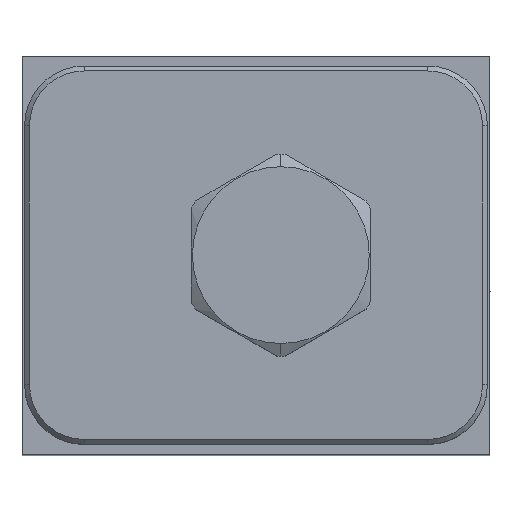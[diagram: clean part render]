
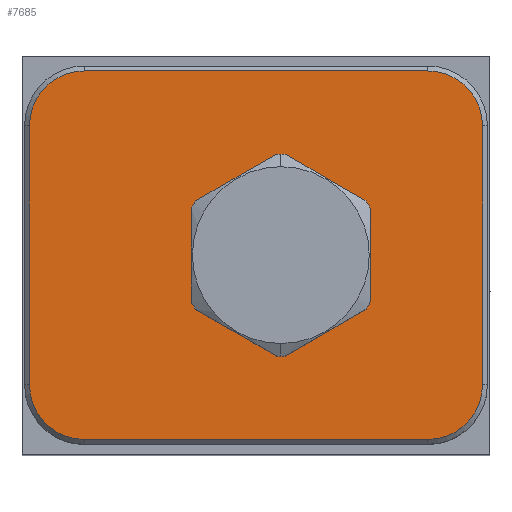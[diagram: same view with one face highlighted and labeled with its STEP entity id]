
A CAD part, top view. The second image highlights one B-rep face of the part: STEP entity #7685.
In plain terms, the highlighted planar face has unit normal (0, 0, 1).
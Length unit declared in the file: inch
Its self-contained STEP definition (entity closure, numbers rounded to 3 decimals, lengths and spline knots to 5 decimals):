
#2982=CARTESIAN_POINT('',(1.625,-1.25,5.5));
#2983=DIRECTION('',(0.,0.,-1.));
#2984=DIRECTION('',(-1.,0.,0.));
#2985=AXIS2_PLACEMENT_3D('',#2982,#2983,#2984);
#2987=CARTESIAN_POINT('',(1.625,-1.25,5.5));
#2988=DIRECTION('',(0.,0.,-1.));
#2989=DIRECTION('',(1.,0.,0.));
#2990=AXIS2_PLACEMENT_3D('',#2987,#2988,#2989);
#2992=CARTESIAN_POINT('',(2.547,-2.062,5.5));
#2993=DIRECTION('',(0.,0.,-1.));
#2994=DIRECTION('',(1.,0.,0.));
#2995=AXIS2_PLACEMENT_3D('',#2992,#2993,#2994);
#3006=DIRECTION('',(0.,-1.,0.));
#3007=VECTOR('',#3006,1.625);
#3008=CARTESIAN_POINT('',(2.891,-0.437,5.5));
#3009=LINE('',#3008,#3007);
#3018=CARTESIAN_POINT('',(2.547,-0.437,5.5));
#3019=DIRECTION('',(0.,0.,-1.));
#3020=DIRECTION('',(0.,1.,0.));
#3021=AXIS2_PLACEMENT_3D('',#3018,#3019,#3020);
#3032=DIRECTION('',(1.,0.,0.));
#3033=VECTOR('',#3032,2.156);
#3034=CARTESIAN_POINT('',(0.391,-0.093,5.5));
#3035=LINE('',#3034,#3033);
#3044=CARTESIAN_POINT('',(0.391,-0.437,5.5));
#3045=DIRECTION('',(0.,0.,-1.));
#3046=DIRECTION('',(-1.,0.,0.));
#3047=AXIS2_PLACEMENT_3D('',#3044,#3045,#3046);
#3058=DIRECTION('',(0.,1.,0.));
#3059=VECTOR('',#3058,1.625);
#3060=CARTESIAN_POINT('',(0.047,-2.062,5.5));
#3061=LINE('',#3060,#3059);
#3066=CARTESIAN_POINT('',(0.391,-2.062,5.5));
#3067=DIRECTION('',(0.,0.,-1.));
#3068=DIRECTION('',(0.,-1.,0.));
#3069=AXIS2_PLACEMENT_3D('',#3066,#3067,#3068);
#3084=DIRECTION('',(-1.,0.,0.));
#3085=VECTOR('',#3084,2.156);
#3086=CARTESIAN_POINT('',(2.547,-2.406,5.5));
#3087=LINE('',#3086,#3085);
#6258=CARTESIAN_POINT('',(1.085,-1.25,5.5));
#6259=CARTESIAN_POINT('',(2.165,-1.25,5.5));
#6260=VERTEX_POINT('',#6258);
#6261=VERTEX_POINT('',#6259);
#6304=CARTESIAN_POINT('',(0.047,-2.062,5.5));
#6305=CARTESIAN_POINT('',(0.047,-0.437,5.5));
#6306=VERTEX_POINT('',#6304);
#6307=VERTEX_POINT('',#6305);
#6312=CARTESIAN_POINT('',(0.391,-0.093,5.5));
#6313=VERTEX_POINT('',#6312);
#6316=CARTESIAN_POINT('',(2.547,-0.093,5.5));
#6317=VERTEX_POINT('',#6316);
#6320=CARTESIAN_POINT('',(2.891,-0.437,5.5));
#6321=VERTEX_POINT('',#6320);
#6324=CARTESIAN_POINT('',(2.891,-2.062,5.5));
#6325=VERTEX_POINT('',#6324);
#6328=CARTESIAN_POINT('',(2.547,-2.406,5.5));
#6329=VERTEX_POINT('',#6328);
#6332=CARTESIAN_POINT('',(0.391,-2.406,5.5));
#6333=VERTEX_POINT('',#6332);
#7657=CARTESIAN_POINT('',(0.,0.,5.5));
#7658=DIRECTION('',(0.,0.,1.));
#7659=DIRECTION('',(1.,0.,0.));
#7660=AXIS2_PLACEMENT_3D('',#7657,#7658,#7659);
#7661=PLANE('',#7660);
#7663=ORIENTED_EDGE('',*,*,#7662,.T.);
#7665=ORIENTED_EDGE('',*,*,#7664,.T.);
#7667=ORIENTED_EDGE('',*,*,#7666,.T.);
#7669=ORIENTED_EDGE('',*,*,#7668,.T.);
#7671=ORIENTED_EDGE('',*,*,#7670,.T.);
#7673=ORIENTED_EDGE('',*,*,#7672,.T.);
#7675=ORIENTED_EDGE('',*,*,#7674,.T.);
#7677=ORIENTED_EDGE('',*,*,#7676,.T.);
#7678=EDGE_LOOP('',(#7663,#7665,#7667,#7669,#7671,#7673,#7675,#7677));
#7679=FACE_OUTER_BOUND('',#7678,.F.);
#7681=ORIENTED_EDGE('',*,*,#7680,.F.);
#7682=ORIENTED_EDGE('',*,*,#7647,.F.);
#7683=EDGE_LOOP('',(#7681,#7682));
#7684=FACE_BOUND('',#7683,.F.);
#7685=ADVANCED_FACE('',(#7679,#7684),#7661,.T.);
#2986=CIRCLE('',#2985,0.54);
#2991=CIRCLE('',#2990,0.54);
#2996=CIRCLE('',#2995,0.344);
#3022=CIRCLE('',#3021,0.344);
#3048=CIRCLE('',#3047,0.344);
#3070=CIRCLE('',#3069,0.344);
#7647=EDGE_CURVE('',#6261,#6260,#2991,.T.);
#7662=EDGE_CURVE('',#6325,#6329,#2996,.T.);
#7664=EDGE_CURVE('',#6329,#6333,#3087,.T.);
#7666=EDGE_CURVE('',#6333,#6306,#3070,.T.);
#7668=EDGE_CURVE('',#6306,#6307,#3061,.T.);
#7670=EDGE_CURVE('',#6307,#6313,#3048,.T.);
#7672=EDGE_CURVE('',#6313,#6317,#3035,.T.);
#7674=EDGE_CURVE('',#6317,#6321,#3022,.T.);
#7676=EDGE_CURVE('',#6321,#6325,#3009,.T.);
#7680=EDGE_CURVE('',#6260,#6261,#2986,.T.);
